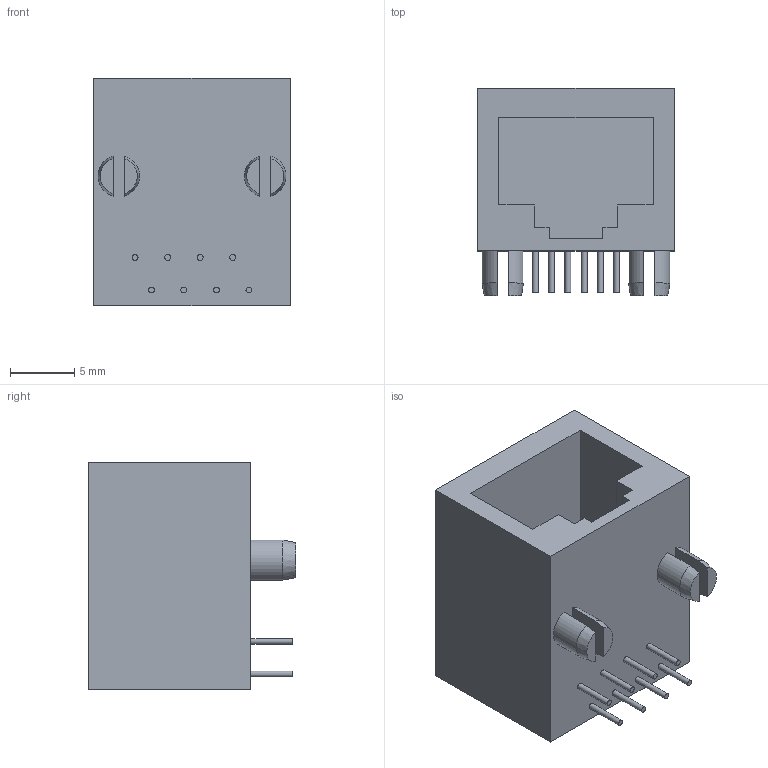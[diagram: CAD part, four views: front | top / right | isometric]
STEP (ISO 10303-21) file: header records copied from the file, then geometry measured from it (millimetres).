
FILE_DESCRIPTION(/* description */ (''),/* implementation_level */ '2;1');
FILE_NAME(/* name */ 'RJ45.step',/* time_stamp */ '2022-03-26T17:27:33+00:00',/* author */ (''),/* organization */ (''),/* preprocessor_version */ 'ST-DEVELOPER v18.1',/* originating_system */ 'Autodesk Translation Framework v10.13.0.1454',/* authorisation */ '');
FILE_SCHEMA (('AUTOMOTIVE_DESIGN { 1 0 10303 214 3 1 1 }'));
Length unit declared in the file: millimetre
Products named in the file (1): RJ12 female connector
Bounding box: 15.3 x 16.2 x 17.74 mm (x, y, z)
Volume: 2007.3 mm3; surface area: 2170.3 mm2
Topology: 1 solids, 1 shells, 51 faces, 108 edges, 72 vertices
Faces by surface type: plane 35, cylinder 12, cone 4
Full cylindrical faces by diameter (mm): 0.46 x8
Entity records: 1395 total; most frequent: CARTESIAN_POINT 248, DIRECTION 232, ORIENTED_EDGE 216, EDGE_CURVE 108, AXIS2_PLACEMENT_3D 80, LINE 72, VECTOR 72, VERTEX_POINT 72
